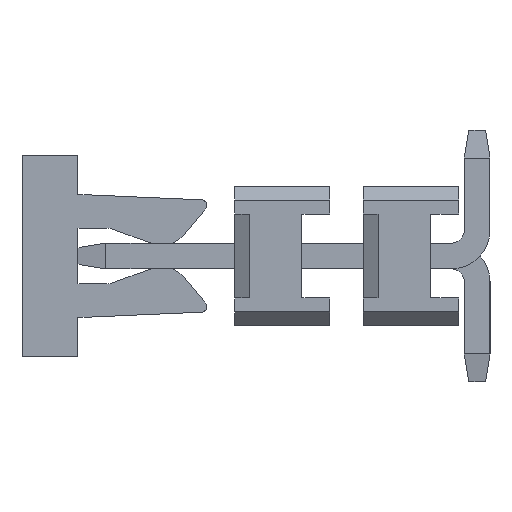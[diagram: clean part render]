
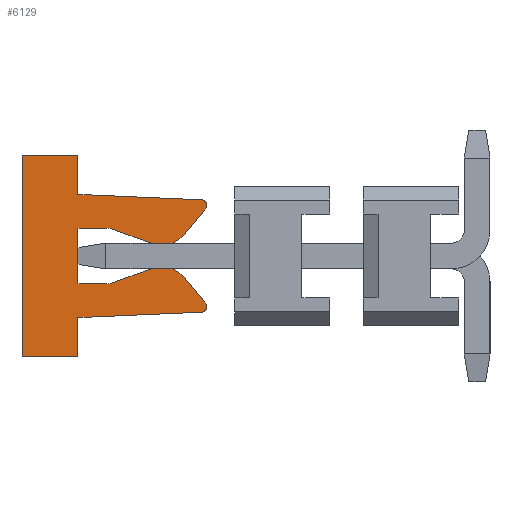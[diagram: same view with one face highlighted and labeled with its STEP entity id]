
A CAD part, left-side view. The second image highlights one B-rep face of the part: STEP entity #6129.
In plain terms, the highlighted planar face has unit normal (-1, 0, 0).
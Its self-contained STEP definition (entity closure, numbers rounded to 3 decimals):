
#5938=CARTESIAN_POINT('',(2.465,6.8,0.));
#5939=DIRECTION('',(0.,0.,-1.));
#5940=DIRECTION('',(-1.,-0.,-0.));
#5941=AXIS2_PLACEMENT_3D('',#5938,#5940,#5939);
#5942=PLANE('',#5941);
#5943=CARTESIAN_POINT('',(2.465,6.8,1.8));
#5944=VERTEX_POINT('',#5943);
#5945=CARTESIAN_POINT('',(2.465,7.8,1.8));
#5946=VERTEX_POINT('',#5945);
#5947=CARTESIAN_POINT('',(2.465,6.8,1.8));
#5948=DIRECTION('',(0.,1.,0.));
#5949=VECTOR('',#5948,1.);
#5950=LINE('',#5947,#5949);
#5951=EDGE_CURVE('',#5944,#5946,#5950,.T.);
#5952=ORIENTED_EDGE('',*,*,#5951,.T.);
#5953=CARTESIAN_POINT('',(2.465,7.8,-1.8));
#5954=VERTEX_POINT('',#5953);
#5955=CARTESIAN_POINT('',(2.465,7.8,1.8));
#5956=DIRECTION('',(0.,0.,-1.));
#5957=VECTOR('',#5956,3.6);
#5958=LINE('',#5955,#5957);
#5959=EDGE_CURVE('',#5946,#5954,#5958,.T.);
#5960=ORIENTED_EDGE('',*,*,#5959,.T.);
#5961=CARTESIAN_POINT('',(2.465,6.8,-1.8));
#5962=VERTEX_POINT('',#5961);
#5963=CARTESIAN_POINT('',(2.465,7.8,-1.8));
#5964=DIRECTION('',(0.,-1.,0.));
#5965=VECTOR('',#5964,1.);
#5966=LINE('',#5963,#5965);
#5967=EDGE_CURVE('',#5954,#5962,#5966,.T.);
#5968=ORIENTED_EDGE('',*,*,#5967,.T.);
#5969=CARTESIAN_POINT('',(2.465,6.8,-1.1));
#5970=VERTEX_POINT('',#5969);
#5971=CARTESIAN_POINT('',(2.465,6.8,-1.8));
#5972=DIRECTION('',(0.,0.,1.));
#5973=VECTOR('',#5972,0.7);
#5974=LINE('',#5971,#5973);
#5975=EDGE_CURVE('',#5962,#5970,#5974,.T.);
#5976=ORIENTED_EDGE('',*,*,#5975,.T.);
#5977=CARTESIAN_POINT('',(2.465,4.596,-1.004));
#5978=VERTEX_POINT('',#5977);
#5979=CARTESIAN_POINT('',(2.465,6.8,-1.1));
#5980=DIRECTION('',(0.,-0.999,0.044));
#5981=VECTOR('',#5980,2.206);
#5982=LINE('',#5979,#5981);
#5983=EDGE_CURVE('',#5970,#5978,#5982,.T.);
#5984=ORIENTED_EDGE('',*,*,#5983,.T.);
#5985=CARTESIAN_POINT('',(2.465,4.523,-0.84));
#5986=VERTEX_POINT('',#5985);
#5987=CARTESIAN_POINT('',(2.465,4.6,-0.904));
#5988=DIRECTION('',(0.,-0.044,-0.999));
#5989=DIRECTION('',(-1.,0.,0.));
#5990=AXIS2_PLACEMENT_3D('',#5987,#5989,#5988);
#5991=CIRCLE('',#5990,0.1);
#5992=EDGE_CURVE('',#5978,#5986,#5991,.T.);
#5993=ORIENTED_EDGE('',*,*,#5992,.T.);
#5994=CARTESIAN_POINT('',(2.465,4.916,-0.369));
#5995=VERTEX_POINT('',#5994);
#5996=CARTESIAN_POINT('',(2.465,4.523,-0.84));
#5997=DIRECTION('',(0.,0.641,0.767));
#5998=VECTOR('',#5997,0.613);
#5999=LINE('',#5996,#5998);
#6000=EDGE_CURVE('',#5986,#5995,#5999,.T.);
#6001=ORIENTED_EDGE('',*,*,#6000,.T.);
#6002=CARTESIAN_POINT('',(2.465,5.3,-0.19));
#6003=VERTEX_POINT('',#6002);
#6004=CARTESIAN_POINT('',(2.465,5.3,-0.69));
#6005=DIRECTION('',(0.,-0.767,0.641));
#6006=DIRECTION('',(-1.,0.,0.));
#6007=AXIS2_PLACEMENT_3D('',#6004,#6006,#6005);
#6008=CIRCLE('',#6007,0.5);
#6009=EDGE_CURVE('',#5995,#6003,#6008,.T.);
#6010=ORIENTED_EDGE('',*,*,#6009,.T.);
#6011=CARTESIAN_POINT('',(2.465,5.471,-0.22));
#6012=VERTEX_POINT('',#6011);
#6013=CARTESIAN_POINT('',(2.465,5.3,-0.69));
#6014=DIRECTION('',(0.,0.,1.));
#6015=DIRECTION('',(-1.,0.,0.));
#6016=AXIS2_PLACEMENT_3D('',#6013,#6015,#6014);
#6017=CIRCLE('',#6016,0.5);
#6018=EDGE_CURVE('',#6003,#6012,#6017,.T.);
#6019=ORIENTED_EDGE('',*,*,#6018,.T.);
#6020=CARTESIAN_POINT('',(2.465,6.198,-0.485));
#6021=VERTEX_POINT('',#6020);
#6022=CARTESIAN_POINT('',(2.465,5.471,-0.22));
#6023=DIRECTION('',(0.,0.94,-0.342));
#6024=VECTOR('',#6023,0.774);
#6025=LINE('',#6022,#6024);
#6026=EDGE_CURVE('',#6012,#6021,#6025,.T.);
#6027=ORIENTED_EDGE('',*,*,#6026,.T.);
#6028=CARTESIAN_POINT('',(2.465,6.284,-0.5));
#6029=VERTEX_POINT('',#6028);
#6030=CARTESIAN_POINT('',(2.465,6.284,-0.25));
#6031=DIRECTION('',(0.,-0.342,-0.94));
#6032=DIRECTION('',(1.,0.,0.));
#6033=AXIS2_PLACEMENT_3D('',#6030,#6032,#6031);
#6034=CIRCLE('',#6033,0.25);
#6035=EDGE_CURVE('',#6021,#6029,#6034,.T.);
#6036=ORIENTED_EDGE('',*,*,#6035,.T.);
#6037=CARTESIAN_POINT('',(2.465,6.8,-0.5));
#6038=VERTEX_POINT('',#6037);
#6039=CARTESIAN_POINT('',(2.465,6.284,-0.5));
#6040=DIRECTION('',(0.,1.,0.));
#6041=VECTOR('',#6040,0.516);
#6042=LINE('',#6039,#6041);
#6043=EDGE_CURVE('',#6029,#6038,#6042,.T.);
#6044=ORIENTED_EDGE('',*,*,#6043,.T.);
#6045=CARTESIAN_POINT('',(2.465,6.8,0.5));
#6046=VERTEX_POINT('',#6045);
#6047=CARTESIAN_POINT('',(2.465,6.8,-0.5));
#6048=DIRECTION('',(0.,0.,1.));
#6049=VECTOR('',#6048,1.);
#6050=LINE('',#6047,#6049);
#6051=EDGE_CURVE('',#6038,#6046,#6050,.T.);
#6052=ORIENTED_EDGE('',*,*,#6051,.T.);
#6053=CARTESIAN_POINT('',(2.465,6.284,0.5));
#6054=VERTEX_POINT('',#6053);
#6055=CARTESIAN_POINT('',(2.465,6.8,0.5));
#6056=DIRECTION('',(0.,-1.,0.));
#6057=VECTOR('',#6056,0.516);
#6058=LINE('',#6055,#6057);
#6059=EDGE_CURVE('',#6046,#6054,#6058,.T.);
#6060=ORIENTED_EDGE('',*,*,#6059,.T.);
#6061=CARTESIAN_POINT('',(2.465,6.198,0.485));
#6062=VERTEX_POINT('',#6061);
#6063=CARTESIAN_POINT('',(2.465,6.284,0.25));
#6064=DIRECTION('',(0.,0.,1.));
#6065=DIRECTION('',(1.,0.,0.));
#6066=AXIS2_PLACEMENT_3D('',#6063,#6065,#6064);
#6067=CIRCLE('',#6066,0.25);
#6068=EDGE_CURVE('',#6054,#6062,#6067,.T.);
#6069=ORIENTED_EDGE('',*,*,#6068,.T.);
#6070=CARTESIAN_POINT('',(2.465,5.471,0.22));
#6071=VERTEX_POINT('',#6070);
#6072=CARTESIAN_POINT('',(2.465,6.198,0.485));
#6073=DIRECTION('',(0.,-0.94,-0.342));
#6074=VECTOR('',#6073,0.774);
#6075=LINE('',#6072,#6074);
#6076=EDGE_CURVE('',#6062,#6071,#6075,.T.);
#6077=ORIENTED_EDGE('',*,*,#6076,.T.);
#6078=CARTESIAN_POINT('',(2.465,5.3,0.19));
#6079=VERTEX_POINT('',#6078);
#6080=CARTESIAN_POINT('',(2.465,5.3,0.69));
#6081=DIRECTION('',(0.,0.342,-0.94));
#6082=DIRECTION('',(-1.,0.,0.));
#6083=AXIS2_PLACEMENT_3D('',#6080,#6082,#6081);
#6084=CIRCLE('',#6083,0.5);
#6085=EDGE_CURVE('',#6071,#6079,#6084,.T.);
#6086=ORIENTED_EDGE('',*,*,#6085,.T.);
#6087=CARTESIAN_POINT('',(2.465,4.916,0.369));
#6088=VERTEX_POINT('',#6087);
#6089=CARTESIAN_POINT('',(2.465,5.3,0.69));
#6090=DIRECTION('',(0.,0.,-1.));
#6091=DIRECTION('',(-1.,0.,0.));
#6092=AXIS2_PLACEMENT_3D('',#6089,#6091,#6090);
#6093=CIRCLE('',#6092,0.5);
#6094=EDGE_CURVE('',#6079,#6088,#6093,.T.);
#6095=ORIENTED_EDGE('',*,*,#6094,.T.);
#6096=CARTESIAN_POINT('',(2.465,4.523,0.84));
#6097=VERTEX_POINT('',#6096);
#6098=CARTESIAN_POINT('',(2.465,4.916,0.369));
#6099=DIRECTION('',(0.,-0.641,0.767));
#6100=VECTOR('',#6099,0.613);
#6101=LINE('',#6098,#6100);
#6102=EDGE_CURVE('',#6088,#6097,#6101,.T.);
#6103=ORIENTED_EDGE('',*,*,#6102,.T.);
#6104=CARTESIAN_POINT('',(2.465,4.596,1.004));
#6105=VERTEX_POINT('',#6104);
#6106=CARTESIAN_POINT('',(2.465,4.6,0.904));
#6107=DIRECTION('',(0.,-0.767,-0.641));
#6108=DIRECTION('',(-1.,0.,0.));
#6109=AXIS2_PLACEMENT_3D('',#6106,#6108,#6107);
#6110=CIRCLE('',#6109,0.1);
#6111=EDGE_CURVE('',#6097,#6105,#6110,.T.);
#6112=ORIENTED_EDGE('',*,*,#6111,.T.);
#6113=CARTESIAN_POINT('',(2.465,6.8,1.1));
#6114=VERTEX_POINT('',#6113);
#6115=CARTESIAN_POINT('',(2.465,4.596,1.004));
#6116=DIRECTION('',(0.,0.999,0.044));
#6117=VECTOR('',#6116,2.206);
#6118=LINE('',#6115,#6117);
#6119=EDGE_CURVE('',#6105,#6114,#6118,.T.);
#6120=ORIENTED_EDGE('',*,*,#6119,.T.);
#6121=CARTESIAN_POINT('',(2.465,6.8,1.1));
#6122=DIRECTION('',(0.,0.,1.));
#6123=VECTOR('',#6122,0.7);
#6124=LINE('',#6121,#6123);
#6125=EDGE_CURVE('',#6114,#5944,#6124,.T.);
#6126=ORIENTED_EDGE('',*,*,#6125,.T.);
#6127=EDGE_LOOP('',(#5952,#5960,#5968,#5976,#5984,#5993,#6001,#6010,#6019,#6027,#6036,#6044,#6052,#6060,#6069,#6077,#6086,#6095,#6103,#6112,#6120,#6126));
#6128=FACE_OUTER_BOUND('',#6127,.T.);
#6129=ADVANCED_FACE('',(#6128),#5942,.T.);
